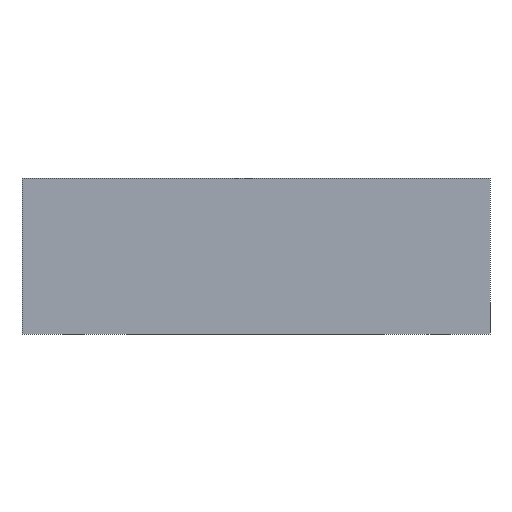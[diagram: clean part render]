
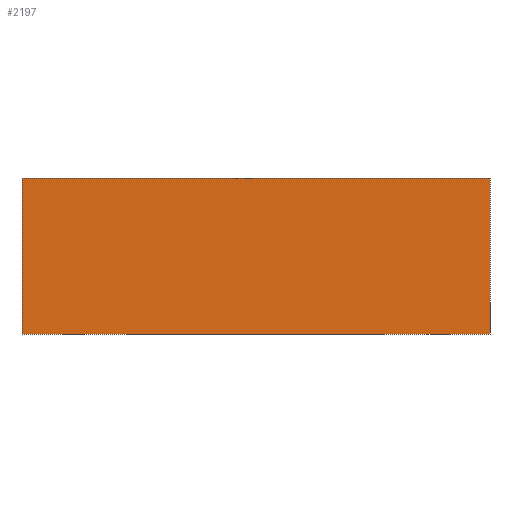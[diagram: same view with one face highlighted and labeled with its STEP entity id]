
A CAD part, front view. The second image highlights one B-rep face of the part: STEP entity #2197.
In plain terms, the highlighted free-form (B-spline) face has degree [1, 1] with [2, 2] control points.
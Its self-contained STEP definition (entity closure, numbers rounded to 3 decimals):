
#2162=(
BOUNDED_SURFACE()
B_SPLINE_SURFACE(1,1,((#2163,#2164),(#2165,#2166)),.UNSPECIFIED.,.F.,.F.,.F.)
B_SPLINE_SURFACE_WITH_KNOTS((2,2),(2,2),(0.000,1.000),(0.000,1.000),.UNSPECIFIED.)
GEOMETRIC_REPRESENTATION_ITEM()
RATIONAL_B_SPLINE_SURFACE(((1.,1.),(1.,1.)))
REPRESENTATION_ITEM('')
SURFACE()
);
#2163=CARTESIAN_POINT('',(1.5,-1.5,1.));
#2164=CARTESIAN_POINT('',(1.5,-1.5,0.));
#2165=CARTESIAN_POINT('',(-1.5,-1.5,1.));
#2166=CARTESIAN_POINT('',(-1.5,-1.5,0.));
#2167=CARTESIAN_POINT('',(1.5,-1.5,1.));
#2168=VERTEX_POINT('',#2167);
#2169=(
BOUNDED_CURVE()
B_SPLINE_CURVE(1,(#2170,#2171),.UNSPECIFIED.,.F.,.F.)
B_SPLINE_CURVE_WITH_KNOTS((2,2),(0.000,1.000),.UNSPECIFIED.)
CURVE()
GEOMETRIC_REPRESENTATION_ITEM()
RATIONAL_B_SPLINE_CURVE((1.,1.))
REPRESENTATION_ITEM('')
);
#2170=CARTESIAN_POINT('',(1.5,-1.5,1.));
#2171=CARTESIAN_POINT('',(1.5,-1.5,0.));
#2172=CARTESIAN_POINT('',(1.5,-1.5,0.));
#2173=VERTEX_POINT('',#2172);
#2174=EDGE_CURVE('',#2168,#2173,#2169,.T.);
#2175=ORIENTED_EDGE('',*,*,#2174,.T.);
#2176=(
BOUNDED_CURVE()
B_SPLINE_CURVE(1,(#2177,#2178),.UNSPECIFIED.,.F.,.F.)
B_SPLINE_CURVE_WITH_KNOTS((2,2),(0.000,1.000),.UNSPECIFIED.)
CURVE()
GEOMETRIC_REPRESENTATION_ITEM()
RATIONAL_B_SPLINE_CURVE((1.,1.))
REPRESENTATION_ITEM('')
);
#2177=CARTESIAN_POINT('',(1.5,-1.5,0.));
#2178=CARTESIAN_POINT('',(-1.5,-1.5,0.));
#2179=CARTESIAN_POINT('',(-1.5,-1.5,0.));
#2180=VERTEX_POINT('',#2179);
#2181=EDGE_CURVE('',#2173,#2180,#2176,.T.);
#2182=ORIENTED_EDGE('',*,*,#2181,.T.);
#2183=(
BOUNDED_CURVE()
B_SPLINE_CURVE(1,(#2184,#2185),.UNSPECIFIED.,.F.,.F.)
B_SPLINE_CURVE_WITH_KNOTS((2,2),(0.000,1.000),.UNSPECIFIED.)
CURVE()
GEOMETRIC_REPRESENTATION_ITEM()
RATIONAL_B_SPLINE_CURVE((1.,1.))
REPRESENTATION_ITEM('')
);
#2184=CARTESIAN_POINT('',(-1.5,-1.5,0.));
#2185=CARTESIAN_POINT('',(-1.5,-1.5,1.));
#2186=CARTESIAN_POINT('',(-1.5,-1.5,1.));
#2187=VERTEX_POINT('',#2186);
#2188=EDGE_CURVE('',#2180,#2187,#2183,.T.);
#2189=ORIENTED_EDGE('',*,*,#2188,.T.);
#2190=(
BOUNDED_CURVE()
B_SPLINE_CURVE(1,(#2191,#2192),.UNSPECIFIED.,.F.,.F.)
B_SPLINE_CURVE_WITH_KNOTS((2,2),(0.000,1.000),.UNSPECIFIED.)
CURVE()
GEOMETRIC_REPRESENTATION_ITEM()
RATIONAL_B_SPLINE_CURVE((1.,1.))
REPRESENTATION_ITEM('')
);
#2191=CARTESIAN_POINT('',(-1.5,-1.5,1.));
#2192=CARTESIAN_POINT('',(1.5,-1.5,1.));
#2193=EDGE_CURVE('',#2187,#2168,#2190,.T.);
#2194=ORIENTED_EDGE('',*,*,#2193,.T.);
#2195=EDGE_LOOP('',(#2175,#2182,#2189,#2194));
#2196=FACE_OUTER_BOUND('',#2195,.T.);
#2197=ADVANCED_FACE('',(#2196),#2162,.T.);
